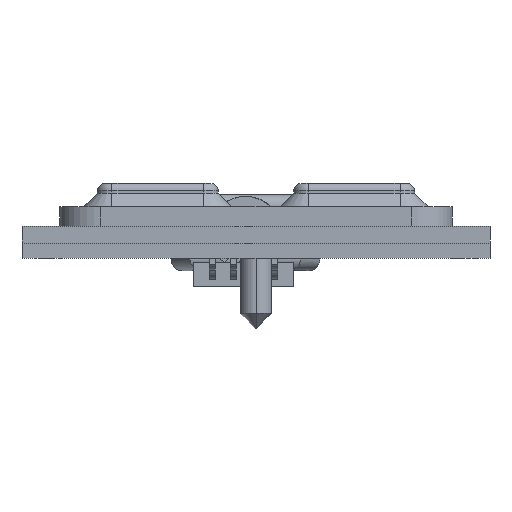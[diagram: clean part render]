
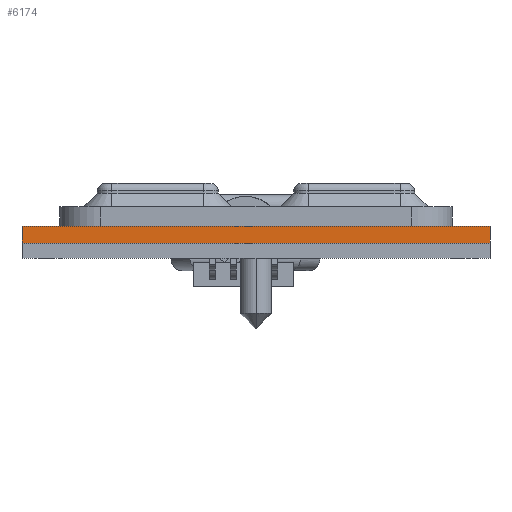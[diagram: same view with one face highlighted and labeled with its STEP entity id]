
A CAD part, left-side view. The second image highlights one B-rep face of the part: STEP entity #6174.
In plain terms, the highlighted planar face has unit normal (-1, 0, 0).
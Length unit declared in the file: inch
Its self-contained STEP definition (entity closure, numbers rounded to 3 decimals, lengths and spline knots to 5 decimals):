
#42 = VERTEX_POINT ( 'NONE', #11021 ) ;
#106 = ORIENTED_EDGE ( 'NONE', *, *, #6393, .F. ) ;
#256 = CARTESIAN_POINT ( 'NONE',  ( -0.915, 0., 0.07 ) ) ;
#370 = LINE ( 'NONE', #6765, #7855 ) ;
#610 = EDGE_CURVE ( 'NONE', #3693, #1664, #370, .T. ) ;
#1097 = VECTOR ( 'NONE', #10382, 39.37008 ) ;
#1135 = DIRECTION ( 'NONE',  ( 0., 0., -1. ) ) ;
#1574 = ORIENTED_EDGE ( 'NONE', *, *, #12923, .T. ) ;
#1664 = VERTEX_POINT ( 'NONE', #11177 ) ;
#2216 = CARTESIAN_POINT ( 'NONE',  ( -0.915, 0., 0.07 ) ) ;
#2330 = CARTESIAN_POINT ( 'NONE',  ( -0.915, -0.965, 0.07 ) ) ;
#2458 = DIRECTION ( 'NONE',  ( 0., 0., -1. ) ) ;
#3057 = LINE ( 'NONE', #2216, #1097 ) ;
#3693 = VERTEX_POINT ( 'NONE', #6627 ) ;
#4565 = FACE_OUTER_BOUND ( 'NONE', #10199, .T. ) ;
#5120 = ORIENTED_EDGE ( 'NONE', *, *, #610, .T. ) ;
#5334 = DIRECTION ( 'NONE',  ( 0., 1., 0. ) ) ;
#6022 = DIRECTION ( 'NONE',  ( -1., 0., 0. ) ) ;
#6174 = ADVANCED_FACE ( 'NONE', ( #4565 ), #9794, .T. ) ;
#6250 = EDGE_CURVE ( 'NONE', #12233, #1664, #7333, .T. ) ;
#6393 = EDGE_CURVE ( 'NONE', #42, #12233, #12583, .T. ) ;
#6627 = CARTESIAN_POINT ( 'NONE',  ( -0.915, 0.965, 0.07 ) ) ;
#6765 = CARTESIAN_POINT ( 'NONE',  ( -0.915, 0.965, 0.07 ) ) ;
#7333 = LINE ( 'NONE', #7628, #10412 ) ;
#7628 = CARTESIAN_POINT ( 'NONE',  ( -0.915, 0., 0. ) ) ;
#7855 = VECTOR ( 'NONE', #2458, 39.37008 ) ;
#7875 = VECTOR ( 'NONE', #1135, 39.37008 ) ;
#8157 = AXIS2_PLACEMENT_3D ( 'NONE', #256, #6022, #10947 ) ;
#8775 = CARTESIAN_POINT ( 'NONE',  ( -0.915, -0.965, 0. ) ) ;
#9794 = PLANE ( 'NONE',  #8157 ) ;
#10199 = EDGE_LOOP ( 'NONE', ( #14091, #106, #1574, #5120 ) ) ;
#10382 = DIRECTION ( 'NONE',  ( 0., 1., 0. ) ) ;
#10412 = VECTOR ( 'NONE', #5334, 39.37008 ) ;
#10947 = DIRECTION ( 'NONE',  ( 0., 0., 1. ) ) ;
#11021 = CARTESIAN_POINT ( 'NONE',  ( -0.915, -0.965, 0.07 ) ) ;
#11177 = CARTESIAN_POINT ( 'NONE',  ( -0.915, 0.965, 0. ) ) ;
#12233 = VERTEX_POINT ( 'NONE', #8775 ) ;
#12583 = LINE ( 'NONE', #2330, #7875 ) ;
#12923 = EDGE_CURVE ( 'NONE', #42, #3693, #3057, .T. ) ;
#14091 = ORIENTED_EDGE ( 'NONE', *, *, #6250, .F. ) ;
